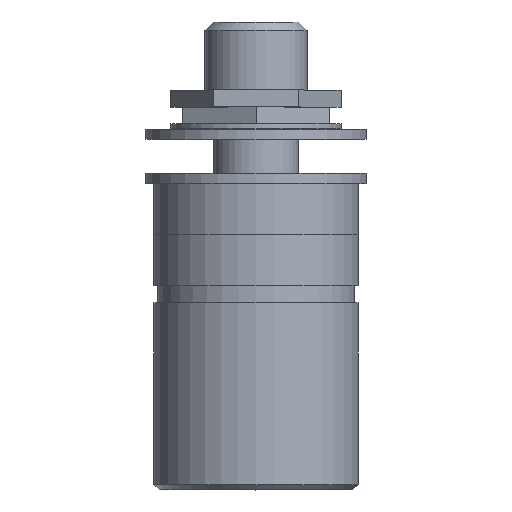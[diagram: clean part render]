
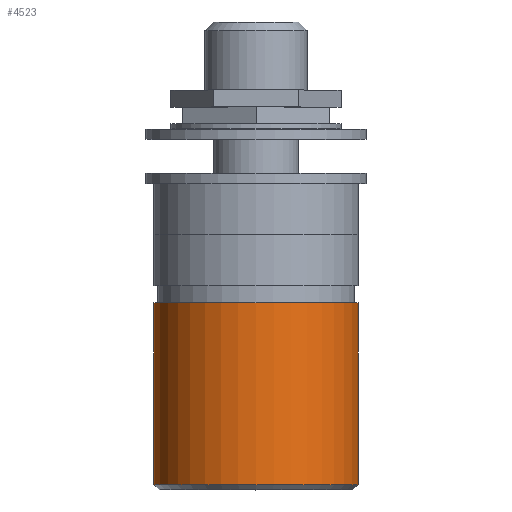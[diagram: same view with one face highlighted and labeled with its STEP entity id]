
A CAD part, top view. The second image highlights one B-rep face of the part: STEP entity #4523.
In plain terms, the highlighted cylindrical face has radius 6 mm (diameter 12 mm), a full revolution.
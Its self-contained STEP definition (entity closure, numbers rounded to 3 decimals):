
#4461 = PLANE('',#4462);
#4462 = AXIS2_PLACEMENT_3D('',#4463,#4464,#4465);
#4463 = CARTESIAN_POINT('',(0.,-4.,0.));
#4464 = DIRECTION('',(0.,1.,0.));
#4465 = DIRECTION('',(0.,0.,1.));
#4491 = EDGE_CURVE('',#4492,#4492,#4494,.T.);
#4492 = VERTEX_POINT('',#4493);
#4493 = CARTESIAN_POINT('',(0.,-4.,-6.));
#4494 = SURFACE_CURVE('',#4495,(#4500,#4511),.PCURVE_S1.);
#4495 = CIRCLE('',#4496,6.);
#4496 = AXIS2_PLACEMENT_3D('',#4497,#4498,#4499);
#4497 = CARTESIAN_POINT('',(0.,-4.,0.));
#4498 = DIRECTION('',(0.,-1.,0.));
#4499 = DIRECTION('',(0.,0.,-1.));
#4500 = PCURVE('',#4461,#4501);
#4501 = DEFINITIONAL_REPRESENTATION('',(#4502),#4510);
#4502 = ( BOUNDED_CURVE() B_SPLINE_CURVE(2,(#4503,#4504,#4505,#4506,
#4507,#4508,#4509),.UNSPECIFIED.,.T.,.F.) B_SPLINE_CURVE_WITH_KNOTS((1,2
    ,2,2,2,1),(-2.094,0.,2.094,4.189,
6.283,8.378),.UNSPECIFIED.) CURVE() 
GEOMETRIC_REPRESENTATION_ITEM() RATIONAL_B_SPLINE_CURVE((1.,0.5,1.,0.5,
1.,0.5,1.)) REPRESENTATION_ITEM('') );
#4503 = CARTESIAN_POINT('',(-6.,0.));
#4504 = CARTESIAN_POINT('',(-6.,10.392));
#4505 = CARTESIAN_POINT('',(3.,5.196));
#4506 = CARTESIAN_POINT('',(12.,0.));
#4507 = CARTESIAN_POINT('',(3.,-5.196));
#4508 = CARTESIAN_POINT('',(-6.,-10.392));
#4509 = CARTESIAN_POINT('',(-6.,0.));
#4510 = ( GEOMETRIC_REPRESENTATION_CONTEXT(2) 
PARAMETRIC_REPRESENTATION_CONTEXT() REPRESENTATION_CONTEXT('2D SPACE',''
  ) );
#4511 = PCURVE('',#4512,#4517);
#4512 = CYLINDRICAL_SURFACE('',#4513,6.);
#4513 = AXIS2_PLACEMENT_3D('',#4514,#4515,#4516);
#4514 = CARTESIAN_POINT('',(0.,-4.,0.));
#4515 = DIRECTION('',(0.,-1.,0.));
#4516 = DIRECTION('',(0.,0.,-1.));
#4517 = DEFINITIONAL_REPRESENTATION('',(#4518),#4522);
#4518 = LINE('',#4519,#4520);
#4519 = CARTESIAN_POINT('',(0.,0.));
#4520 = VECTOR('',#4521,1.);
#4521 = DIRECTION('',(1.,0.));
#4522 = ( GEOMETRIC_REPRESENTATION_CONTEXT(2) 
PARAMETRIC_REPRESENTATION_CONTEXT() REPRESENTATION_CONTEXT('2D SPACE',''
  ) );
#4523 = ADVANCED_FACE('',(#4524),#4512,.T.);
#4524 = FACE_BOUND('',#4525,.T.);
#4525 = EDGE_LOOP('',(#4526,#4527,#4550,#4577));
#4526 = ORIENTED_EDGE('',*,*,#4491,.T.);
#4527 = ORIENTED_EDGE('',*,*,#4528,.T.);
#4528 = EDGE_CURVE('',#4492,#4529,#4531,.T.);
#4529 = VERTEX_POINT('',#4530);
#4530 = CARTESIAN_POINT('',(0.,-14.7,-6.));
#4531 = SEAM_CURVE('',#4532,(#4536,#4543),.PCURVE_S1.);
#4532 = LINE('',#4533,#4534);
#4533 = CARTESIAN_POINT('',(0.,-4.,-6.));
#4534 = VECTOR('',#4535,1.);
#4535 = DIRECTION('',(0.,-1.,0.));
#4536 = PCURVE('',#4512,#4537);
#4537 = DEFINITIONAL_REPRESENTATION('',(#4538),#4542);
#4538 = LINE('',#4539,#4540);
#4539 = CARTESIAN_POINT('',(0.,0.));
#4540 = VECTOR('',#4541,1.);
#4541 = DIRECTION('',(0.,1.));
#4542 = ( GEOMETRIC_REPRESENTATION_CONTEXT(2) 
PARAMETRIC_REPRESENTATION_CONTEXT() REPRESENTATION_CONTEXT('2D SPACE',''
  ) );
#4543 = PCURVE('',#4512,#4544);
#4544 = DEFINITIONAL_REPRESENTATION('',(#4545),#4549);
#4545 = LINE('',#4546,#4547);
#4546 = CARTESIAN_POINT('',(6.283,0.));
#4547 = VECTOR('',#4548,1.);
#4548 = DIRECTION('',(0.,1.));
#4549 = ( GEOMETRIC_REPRESENTATION_CONTEXT(2) 
PARAMETRIC_REPRESENTATION_CONTEXT() REPRESENTATION_CONTEXT('2D SPACE',''
  ) );
#4550 = ORIENTED_EDGE('',*,*,#4551,.F.);
#4551 = EDGE_CURVE('',#4529,#4529,#4552,.T.);
#4552 = SURFACE_CURVE('',#4553,(#4558,#4565),.PCURVE_S1.);
#4553 = CIRCLE('',#4554,6.);
#4554 = AXIS2_PLACEMENT_3D('',#4555,#4556,#4557);
#4555 = CARTESIAN_POINT('',(0.,-14.7,0.));
#4556 = DIRECTION('',(0.,-1.,0.));
#4557 = DIRECTION('',(0.,0.,-1.));
#4558 = PCURVE('',#4512,#4559);
#4559 = DEFINITIONAL_REPRESENTATION('',(#4560),#4564);
#4560 = LINE('',#4561,#4562);
#4561 = CARTESIAN_POINT('',(0.,10.7));
#4562 = VECTOR('',#4563,1.);
#4563 = DIRECTION('',(1.,0.));
#4564 = ( GEOMETRIC_REPRESENTATION_CONTEXT(2) 
PARAMETRIC_REPRESENTATION_CONTEXT() REPRESENTATION_CONTEXT('2D SPACE',''
  ) );
#4565 = PCURVE('',#4566,#4571);
#4566 = CONICAL_SURFACE('',#4567,6.,0.785);
#4567 = AXIS2_PLACEMENT_3D('',#4568,#4569,#4570);
#4568 = CARTESIAN_POINT('',(0.,-14.7,0.));
#4569 = DIRECTION('',(0.,1.,0.));
#4570 = DIRECTION('',(0.,0.,-1.));
#4571 = DEFINITIONAL_REPRESENTATION('',(#4572),#4576);
#4572 = LINE('',#4573,#4574);
#4573 = CARTESIAN_POINT('',(-0.,0.));
#4574 = VECTOR('',#4575,1.);
#4575 = DIRECTION('',(-1.,-0.));
#4576 = ( GEOMETRIC_REPRESENTATION_CONTEXT(2) 
PARAMETRIC_REPRESENTATION_CONTEXT() REPRESENTATION_CONTEXT('2D SPACE',''
  ) );
#4577 = ORIENTED_EDGE('',*,*,#4528,.F.);
